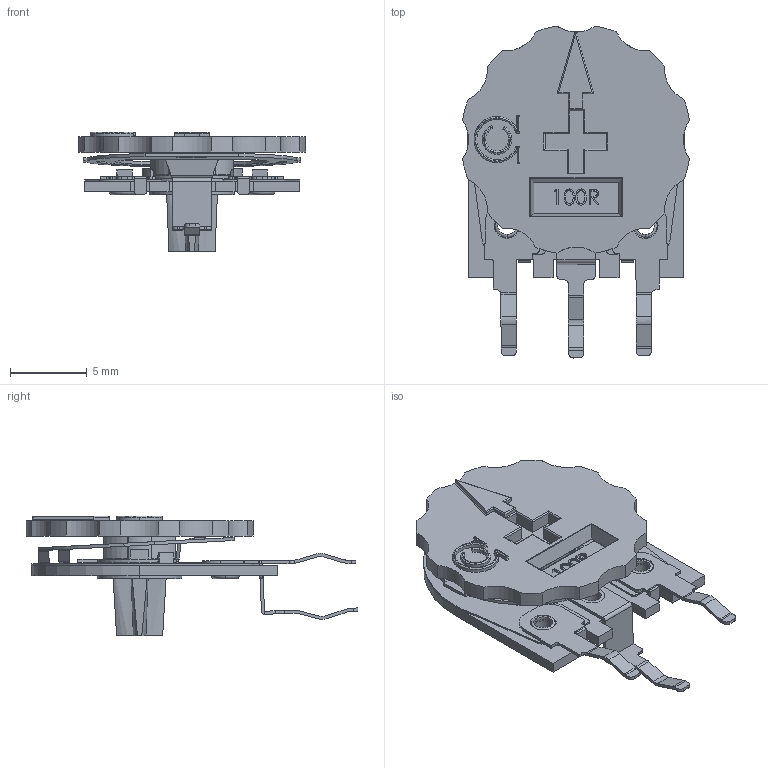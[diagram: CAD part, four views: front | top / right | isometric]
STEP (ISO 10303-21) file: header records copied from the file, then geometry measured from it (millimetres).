
FILE_DESCRIPTION (( 'STEP AP214' ), '1' );
FILE_NAME ('Trimpot_Vertical.STEP', '2022-03-21T20:42:23', ( 'DHO_W7' ), ( '' ), 'SwSTEP 2.0', 'SolidWorks 2018', '' );
FILE_SCHEMA (( 'AUTOMOTIVE_DESIGN' ));
Length unit declared in the file: millimetre
Products named in the file (9): Trimpot_Terminal_Esquerdo_VIII; Trimpot_Trilha_Carvão_VII; Trimpot_Corpo_II; Trimpot_Vertical; Trimpot_Botão_VII; Trimpot_Terminal_Central-VI; Trimpot_Cursor_IX; Trimpot_Terminal_Direito_II_espelhado; Montagem2
Assembly tree (8 placements, depth 3):
  Trimpot_Vertical
    Montagem2
      Trimpot_Corpo_II
      Trimpot_Trilha_Carvão_VII
      Trimpot_Terminal_Esquerdo_VIII
    Trimpot_Terminal_Direito_II_espelhado
    Trimpot_Cursor_IX
    Trimpot_Terminal_Central-VI
    Trimpot_Botão_VII
Bounding box: 14.79 x 21.62 x 7.81 mm (x, y, z)
Volume: 371.5 mm3; surface area: 1513.4 mm2
Topology: 11 solids, 11 shells, 627 faces, 1697 edges, 1098 vertices
Faces by surface type: plane 272, cylinder 266, bspline 49, torus 30, sphere 10
Entity records: 23775 total; most frequent: CARTESIAN_POINT 6938, ORIENTED_EDGE 3370, DIRECTION 3170, EDGE_CURVE 1685, AXIS2_PLACEMENT_3D 1109, VERTEX_POINT 1094, LINE 952, VECTOR 952
